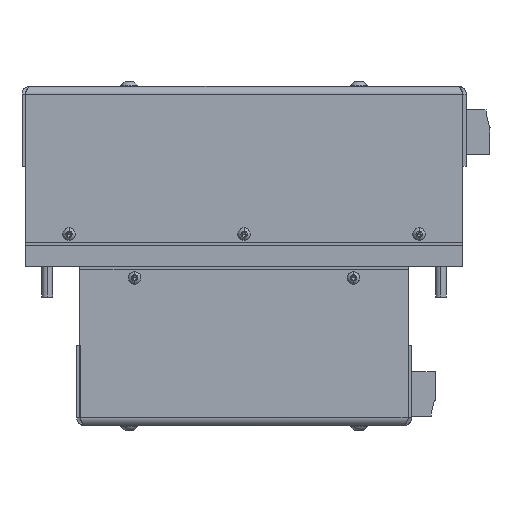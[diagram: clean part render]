
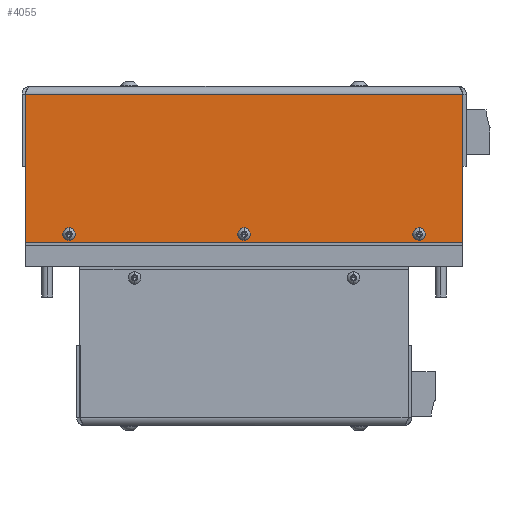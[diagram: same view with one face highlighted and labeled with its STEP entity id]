
A CAD part, left-side view. The second image highlights one B-rep face of the part: STEP entity #4055.
In plain terms, the highlighted face is planar.
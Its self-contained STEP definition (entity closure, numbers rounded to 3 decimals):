
#1169 = LINE ( 'NONE', #7143, #1401 ) ;
#1260 = FACE_BOUND ( 'NONE', #2375, .T. ) ;
#1262 = FACE_BOUND ( 'NONE', #2373, .T. ) ;
#1264 = FACE_BOUND ( 'NONE', #2374, .T. ) ;
#1401 = VECTOR ( 'NONE', #6870, 1000. ) ;
#1562 = FACE_OUTER_BOUND ( 'NONE', #2370, .T. ) ;
#1781 = EDGE_CURVE ( 'NONE', #9079, #8971, #11518, .T. ) ;
#2370 = EDGE_LOOP ( 'NONE', ( #11048, #11049, #11047, #11052, #11053, #11051, #11056, #11057 ) ) ;
#2373 = EDGE_LOOP ( 'NONE', ( #11039, #11044 ) ) ;
#2374 = EDGE_LOOP ( 'NONE', ( #11040, #11041 ) ) ;
#2375 = EDGE_LOOP ( 'NONE', ( #11045, #11043 ) ) ;
#3196 = EDGE_CURVE ( 'NONE', #8933, #9109, #11603, .T. ) ;
#3274 = EDGE_CURVE ( 'NONE', #9127, #9079, #16441, .T. ) ;
#3284 = EDGE_CURVE ( 'NONE', #8639, #9043, #16593, .T. ) ;
#3311 = EDGE_CURVE ( 'NONE', #9109, #8946, #16752, .T. ) ;
#3320 = EDGE_CURVE ( 'NONE', #8727, #8690, #16390, .T. ) ;
#3382 = EDGE_CURVE ( 'NONE', #8993, #8953, #16520, .T. ) ;
#3431 = EDGE_CURVE ( 'NONE', #9074, #9093, #16854, .T. ) ;
#3735 = EDGE_CURVE ( 'NONE', #8933, #8971, #16923, .T. ) ;
#3784 = EDGE_CURVE ( 'NONE', #9093, #9074, #16714, .T. ) ;
#3796 = EDGE_CURVE ( 'NONE', #8946, #8993, #16784, .T. ) ;
#3861 = EDGE_CURVE ( 'NONE', #8690, #8727, #17341, .T. ) ;
#3891 = EDGE_CURVE ( 'NONE', #9043, #8639, #17059, .T. ) ;
#3956 = EDGE_CURVE ( 'NONE', #8953, #9127, #1169, .T. ) ;
#4055 = ADVANCED_FACE ( 'NONE', ( #1264, #1262, #1260, #1562 ), #16217, .F. ) ;
#4482 = DIRECTION ( 'NONE',  ( 1., 0., 0. ) ) ;
#4495 = DIRECTION ( 'NONE',  ( 0., -1., 0. ) ) ;
#4497 = CARTESIAN_POINT ( 'NONE',  ( 99.929, 81.5, 35. ) ) ;
#4646 = DIRECTION ( 'NONE',  ( 0., 0., -1. ) ) ;
#4648 = CARTESIAN_POINT ( 'NONE',  ( -80., 81.5, 66. ) ) ;
#4965 = DIRECTION ( 'NONE',  ( 0., 0., -1. ) ) ;
#4968 = DIRECTION ( 'NONE',  ( 0., -1., 0. ) ) ;
#4973 = CARTESIAN_POINT ( 'NONE',  ( 80., 81.5, 66. ) ) ;
#4980 = DIRECTION ( 'NONE',  ( 1., 0., 0. ) ) ;
#4981 = CARTESIAN_POINT ( 'NONE',  ( -101.5, 81.5, 35. ) ) ;
#5074 = DIRECTION ( 'NONE',  ( 0., 0., 1. ) ) ;
#5075 = CARTESIAN_POINT ( 'NONE',  ( 99.929, 81.5, -20.5 ) ) ;
#5467 = DIRECTION ( 'NONE',  ( -1., 0., 0. ) ) ;
#5469 = CARTESIAN_POINT ( 'NONE',  ( -100., 81.5, 70. ) ) ;
#5559 = DIRECTION ( 'NONE',  ( 0., 0., -1. ) ) ;
#5560 = DIRECTION ( 'NONE',  ( 0., -1., 0. ) ) ;
#5561 = CARTESIAN_POINT ( 'NONE',  ( 0., 81.5, 66. ) ) ;
#6870 = DIRECTION ( 'NONE',  ( 0., 0., -1. ) ) ;
#6898 = CARTESIAN_POINT ( 'NONE',  ( 99.929, 81.5, 2. ) ) ;
#7048 = CARTESIAN_POINT ( 'NONE',  ( 100., 81.5, 70. ) ) ;
#7108 = DIRECTION ( 'NONE',  ( 0., 0., -1. ) ) ;
#7143 = CARTESIAN_POINT ( 'NONE',  ( -100., 81.5, 70. ) ) ;
#7194 = DIRECTION ( 'NONE',  ( 0., -1., 0. ) ) ;
#7316 = DIRECTION ( 'NONE',  ( -1., 0., 0. ) ) ;
#7406 = DIRECTION ( 'NONE',  ( 0., 0., 1. ) ) ;
#7407 = CARTESIAN_POINT ( 'NONE',  ( 80., 81.5, 66. ) ) ;
#7430 = DIRECTION ( 'NONE',  ( 0., -1., 0. ) ) ;
#7506 = DIRECTION ( 'NONE',  ( 0., -1., 0. ) ) ;
#7649 = DIRECTION ( 'NONE',  ( 0., 0., -1. ) ) ;
#7689 = CARTESIAN_POINT ( 'NONE',  ( -80., 81.5, 66. ) ) ;
#7751 = CARTESIAN_POINT ( 'NONE',  ( 0., 81.5, 66. ) ) ;
#7765 = DIRECTION ( 'NONE',  ( 0., 0., -1. ) ) ;
#8639 = VERTEX_POINT ( 'NONE', #10493 ) ;
#8690 = VERTEX_POINT ( 'NONE', #10365 ) ;
#8727 = VERTEX_POINT ( 'NONE', #10467 ) ;
#8933 = VERTEX_POINT ( 'NONE', #10002 ) ;
#8946 = VERTEX_POINT ( 'NONE', #10566 ) ;
#8953 = VERTEX_POINT ( 'NONE', #10624 ) ;
#8971 = VERTEX_POINT ( 'NONE', #10567 ) ;
#8993 = VERTEX_POINT ( 'NONE', #10549 ) ;
#9043 = VERTEX_POINT ( 'NONE', #9489 ) ;
#9074 = VERTEX_POINT ( 'NONE', #9741 ) ;
#9079 = VERTEX_POINT ( 'NONE', #9536 ) ;
#9093 = VERTEX_POINT ( 'NONE', #10163 ) ;
#9109 = VERTEX_POINT ( 'NONE', #10151 ) ;
#9127 = VERTEX_POINT ( 'NONE', #10159 ) ;
#9258 = DIRECTION ( 'NONE',  ( 0., 0., -1. ) ) ;
#9268 = CARTESIAN_POINT ( 'NONE',  ( -99.929, 81.5, 70. ) ) ;
#9489 = CARTESIAN_POINT ( 'NONE',  ( 80., 81.5, 67.7 ) ) ;
#9536 = CARTESIAN_POINT ( 'NONE',  ( -99.929, 81.5, 35. ) ) ;
#9741 = CARTESIAN_POINT ( 'NONE',  ( 0., 81.5, 64.3 ) ) ;
#10002 = CARTESIAN_POINT ( 'NONE',  ( 99.929, 81.5, 2. ) ) ;
#10151 = CARTESIAN_POINT ( 'NONE',  ( 99.929, 81.5, 35. ) ) ;
#10159 = CARTESIAN_POINT ( 'NONE',  ( -100., 81.5, 35. ) ) ;
#10163 = CARTESIAN_POINT ( 'NONE',  ( 0., 81.5, 67.7 ) ) ;
#10365 = CARTESIAN_POINT ( 'NONE',  ( -80., 81.5, 67.7 ) ) ;
#10467 = CARTESIAN_POINT ( 'NONE',  ( -80., 81.5, 64.3 ) ) ;
#10493 = CARTESIAN_POINT ( 'NONE',  ( 80., 81.5, 64.3 ) ) ;
#10549 = CARTESIAN_POINT ( 'NONE',  ( 100., 81.5, 70. ) ) ;
#10566 = CARTESIAN_POINT ( 'NONE',  ( 100., 81.5, 35. ) ) ;
#10567 = CARTESIAN_POINT ( 'NONE',  ( -99.929, 81.5, 2. ) ) ;
#10624 = CARTESIAN_POINT ( 'NONE',  ( -100., 81.5, 70. ) ) ;
#11039 = ORIENTED_EDGE ( 'NONE', *, *, #3320, .T. ) ;
#11040 = ORIENTED_EDGE ( 'NONE', *, *, #3284, .T. ) ;
#11041 = ORIENTED_EDGE ( 'NONE', *, *, #3891, .T. ) ;
#11043 = ORIENTED_EDGE ( 'NONE', *, *, #3784, .T. ) ;
#11044 = ORIENTED_EDGE ( 'NONE', *, *, #3861, .T. ) ;
#11045 = ORIENTED_EDGE ( 'NONE', *, *, #3431, .T. ) ;
#11047 = ORIENTED_EDGE ( 'NONE', *, *, #1781, .F. ) ;
#11048 = ORIENTED_EDGE ( 'NONE', *, *, #3196, .F. ) ;
#11049 = ORIENTED_EDGE ( 'NONE', *, *, #3735, .T. ) ;
#11051 = ORIENTED_EDGE ( 'NONE', *, *, #3382, .F. ) ;
#11052 = ORIENTED_EDGE ( 'NONE', *, *, #3274, .F. ) ;
#11053 = ORIENTED_EDGE ( 'NONE', *, *, #3956, .F. ) ;
#11056 = ORIENTED_EDGE ( 'NONE', *, *, #3796, .F. ) ;
#11057 = ORIENTED_EDGE ( 'NONE', *, *, #3311, .F. ) ;
#11517 = VECTOR ( 'NONE', #9258, 1000. ) ;
#11518 = LINE ( 'NONE', #9268, #11517 ) ;
#11603 = LINE ( 'NONE', #5075, #11604 ) ;
#11604 = VECTOR ( 'NONE', #5074, 1000. ) ;
#12790 = AXIS2_PLACEMENT_3D ( 'NONE', #14589, #14586, #14588 ) ;
#12864 = AXIS2_PLACEMENT_3D ( 'NONE', #7407, #7194, #7649 ) ;
#13688 = AXIS2_PLACEMENT_3D ( 'NONE', #7751, #7430, #7765 ) ;
#13729 = AXIS2_PLACEMENT_3D ( 'NONE', #7689, #7506, #7108 ) ;
#13922 = AXIS2_PLACEMENT_3D ( 'NONE', #4973, #4968, #4965 ) ;
#14181 = AXIS2_PLACEMENT_3D ( 'NONE', #4648, #4495, #4646 ) ;
#14303 = AXIS2_PLACEMENT_3D ( 'NONE', #5561, #5560, #5559 ) ;
#14586 = DIRECTION ( 'NONE',  ( 0., -1., 0. ) ) ;
#14588 = DIRECTION ( 'NONE',  ( 0., 0., -1. ) ) ;
#14589 = CARTESIAN_POINT ( 'NONE',  ( -100., 81.5, 70. ) ) ;
#16217 = PLANE ( 'NONE',  #12790 ) ;
#16390 = CIRCLE ( 'NONE', #14181, 1.7 ) ;
#16441 = LINE ( 'NONE', #4981, #16859 ) ;
#16520 = LINE ( 'NONE', #5469, #16523 ) ;
#16523 = VECTOR ( 'NONE', #5467, 1000. ) ;
#16593 = CIRCLE ( 'NONE', #13922, 1.7 ) ;
#16714 = CIRCLE ( 'NONE', #13688, 1.7 ) ;
#16752 = LINE ( 'NONE', #4497, #16759 ) ;
#16759 = VECTOR ( 'NONE', #4482, 1000. ) ;
#16784 = LINE ( 'NONE', #7048, #16897 ) ;
#16854 = CIRCLE ( 'NONE', #14303, 1.7 ) ;
#16859 = VECTOR ( 'NONE', #4980, 1000. ) ;
#16897 = VECTOR ( 'NONE', #7406, 1000. ) ;
#16923 = LINE ( 'NONE', #6898, #16938 ) ;
#16938 = VECTOR ( 'NONE', #7316, 1000. ) ;
#17059 = CIRCLE ( 'NONE', #12864, 1.7 ) ;
#17341 = CIRCLE ( 'NONE', #13729, 1.7 ) ;
